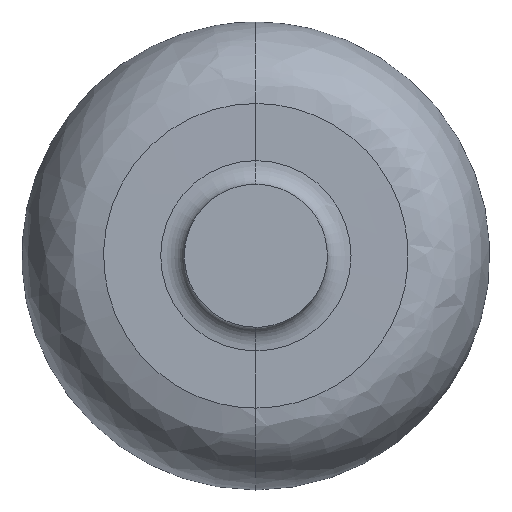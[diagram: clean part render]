
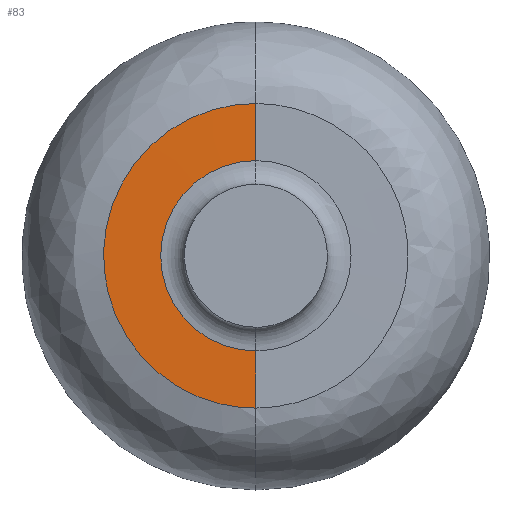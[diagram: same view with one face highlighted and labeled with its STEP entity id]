
A CAD part, top view. The second image highlights one B-rep face of the part: STEP entity #83.
In plain terms, the highlighted conical face has half-angle 89.76 degrees and reference radius 51.937 mm.
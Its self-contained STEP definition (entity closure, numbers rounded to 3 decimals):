
#83=ADVANCED_FACE('',(#106),#107,.T.);
#106=FACE_OUTER_BOUND('',#2998,.T.);
#107=CONICAL_SURFACE('',#2999,51.937,1.567);
#2998=EDGE_LOOP('',(#3142,#3143,#3144,#3145));
#2999=AXIS2_PLACEMENT_3D('',#3146,#3147,#3148);
#3142=ORIENTED_EDGE('',*,*,#3208,.T.);
#3143=ORIENTED_EDGE('',*,*,#3199,.T.);
#3144=ORIENTED_EDGE('',*,*,#3210,.T.);
#3145=ORIENTED_EDGE('',*,*,#3201,.T.);
#3146=CARTESIAN_POINT('',(0.0,0.0,50.05));
#3147=DIRECTION('',(-0.0,0.0,-1.0));
#3148=DIRECTION('',(0.,1.0,0.0));
#3199=EDGE_CURVE('',#3231,#3235,#3237,.T.);
#3201=EDGE_CURVE('',#3240,#3238,#3241,.T.);
#3208=EDGE_CURVE('',#3238,#3231,#3248,.T.);
#3210=EDGE_CURVE('',#3235,#3240,#3250,.T.);
#3231=VERTEX_POINT('',#3424);
#3235=VERTEX_POINT('',#3447);
#3237=CIRCLE('',#3449,39.945);
#3238=VERTEX_POINT('',#3450);
#3240=VERTEX_POINT('',#3479);
#3241=(B_SPLINE_CURVE(2,(#3481,#3482,#3483,#3484,#3485),.UNSPECIFIED.,.F.,.F.)B_SPLINE_CURVE_WITH_KNOTS((3,2,3),(0.0,1.571,3.142),.UNSPECIFIED.)RATIONAL_B_SPLINE_CURVE((1.171,0.828,1.171,0.828,1.171))BOUNDED_CURVE()REPRESENTATION_ITEM('')GEOMETRIC_REPRESENTATION_ITEM()CURVE());
#3248=LINE('',#3552,#3553);
#3250=LINE('',#3609,#3610);
#3424=CARTESIAN_POINT('',(0.,-39.945,50.1));
#3447=CARTESIAN_POINT('',(0.,39.945,50.1));
#3449=AXIS2_PLACEMENT_3D('',#3670,#3671,#3672);
#3450=CARTESIAN_POINT('',(0.,-63.929,50.));
#3479=CARTESIAN_POINT('',(0.0,63.929,50.));
#3481=CARTESIAN_POINT('',(0.,63.929,50.));
#3482=CARTESIAN_POINT('',(-63.929,63.929,50.));
#3483=CARTESIAN_POINT('',(-63.929,0.,50.));
#3484=CARTESIAN_POINT('',(-63.929,-63.929,50.));
#3485=CARTESIAN_POINT('',(0.,-63.929,50.));
#3552=CARTESIAN_POINT('',(0.,-51.937,50.05));
#3553=VECTOR('',#3678,1.0);
#3609=CARTESIAN_POINT('',(0.,47.947,50.067));
#3610=VECTOR('',#3679,1.0);
#3670=CARTESIAN_POINT('',(0.0,0.0,50.1));
#3671=DIRECTION('',(0.0,0.0,-1.0));
#3672=DIRECTION('',(1.0,0.0,0.0));
#3678=DIRECTION('',(0.,1.,0.004));
#3679=DIRECTION('',(0.0,1.,-0.004));
